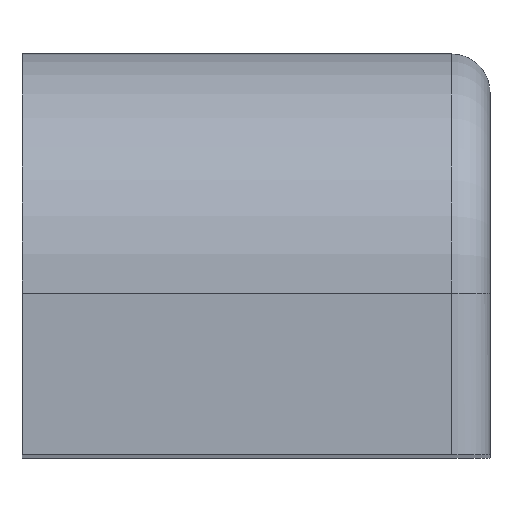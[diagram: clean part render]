
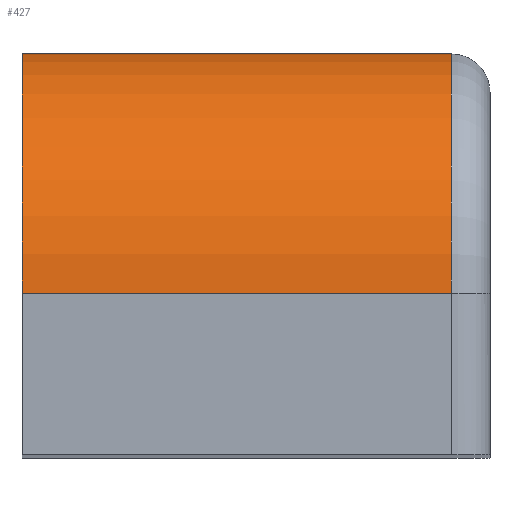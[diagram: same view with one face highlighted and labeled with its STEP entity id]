
A CAD part, top view. The second image highlights one B-rep face of the part: STEP entity #427.
In plain terms, the highlighted cylindrical face has radius 8.621 mm (diameter 17.242 mm), a partial arc.
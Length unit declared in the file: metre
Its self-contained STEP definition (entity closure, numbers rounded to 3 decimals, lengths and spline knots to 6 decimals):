
#44=LINE('',#869,#68);
#45=LINE('',#870,#69);
#68=VECTOR('',#633,0.01);
#69=VECTOR('',#634,0.01);
#81=CYLINDRICAL_SURFACE('',#508,0.008621);
#106=FACE_OUTER_BOUND('',#133,.T.);
#133=EDGE_LOOP('',(#369,#370,#371,#372));
#155=CIRCLE('',#478,0.008621);
#167=CIRCLE('',#499,0.008621);
#195=VERTEX_POINT('',#763);
#197=VERTEX_POINT('',#769);
#211=VERTEX_POINT('',#848);
#212=VERTEX_POINT('',#850);
#241=EDGE_CURVE('',#195,#197,#155,.T.);
#265=EDGE_CURVE('',#212,#211,#167,.T.);
#274=EDGE_CURVE('',#212,#195,#44,.T.);
#275=EDGE_CURVE('',#211,#197,#45,.T.);
#369=ORIENTED_EDGE('',*,*,#241,.F.);
#370=ORIENTED_EDGE('',*,*,#274,.F.);
#371=ORIENTED_EDGE('',*,*,#265,.T.);
#372=ORIENTED_EDGE('',*,*,#275,.T.);
#427=ADVANCED_FACE('',(#106),#81,.T.);
#478=AXIS2_PLACEMENT_3D('',#782,#560,#561);
#499=AXIS2_PLACEMENT_3D('',#851,#612,#613);
#508=AXIS2_PLACEMENT_3D('',#868,#631,#632);
#560=DIRECTION('center_axis',(1.,0.,0.));
#561=DIRECTION('ref_axis',(0.,0.726,0.687));
#612=DIRECTION('center_axis',(1.,0.,0.));
#613=DIRECTION('ref_axis',(0.,0.998,-0.064));
#631=DIRECTION('center_axis',(1.,0.,0.));
#632=DIRECTION('ref_axis',(0.,0.998,-0.064));
#633=DIRECTION('',(1.,0.,0.));
#634=DIRECTION('',(1.,0.,0.));
#763=CARTESIAN_POINT('',(0.021028,0.022376,0.03307));
#769=CARTESIAN_POINT('',(0.021028,0.013694,0.042244));
#782=CARTESIAN_POINT('Origin',(0.021028,0.013773,0.033623));
#848=CARTESIAN_POINT('',(0.005478,0.013694,0.042244));
#850=CARTESIAN_POINT('',(0.005478,0.022376,0.03307));
#851=CARTESIAN_POINT('Origin',(0.005478,0.013773,0.033623));
#868=CARTESIAN_POINT('Origin',(0.005478,0.013773,0.033623));
#869=CARTESIAN_POINT('',(0.005478,0.022376,0.03307));
#870=CARTESIAN_POINT('',(0.005478,0.013694,0.042244));
